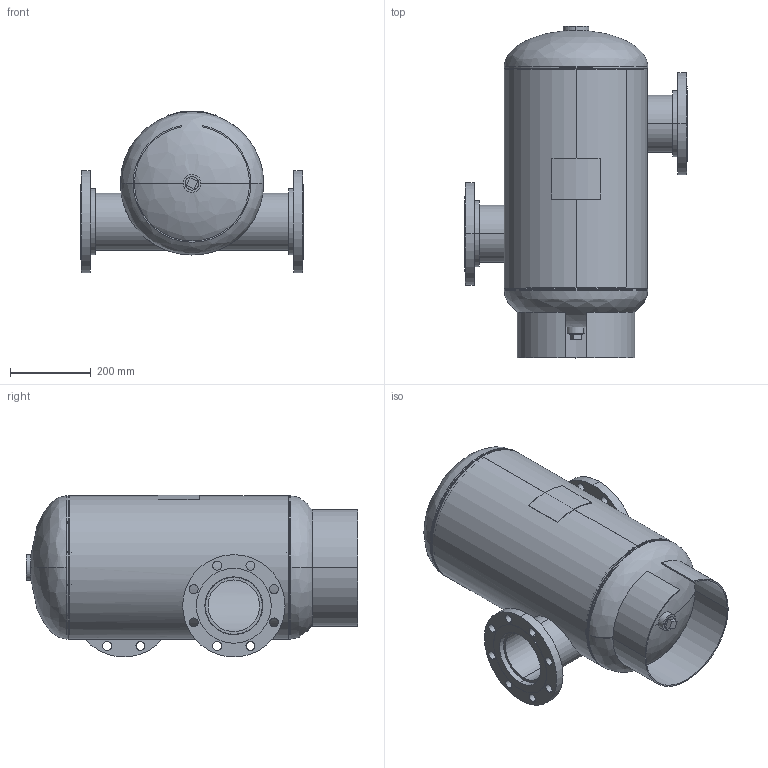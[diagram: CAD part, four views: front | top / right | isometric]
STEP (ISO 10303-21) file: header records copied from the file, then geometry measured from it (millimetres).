
FILE_DESCRIPTION (( 'STEP AP203' ), '1' );
FILE_NAME ('SPA-5.STEP', '2021-03-17T18:28:04', ( '' ), ( '' ), 'SwSTEP 2.0', 'SolidWorks 2021', '' );
FILE_SCHEMA (( 'CONFIG_CONTROL_DESIGN' ));
Length unit declared in the file: inch
Products named in the file (12): 9500070; 05005001; 9500050; 9600830_14" VERT; PLUGS_9500150; SORF FLANGES ASME B16.5_5 150# SA-105; 72A0204; SPA-5; 9301100_8.5; 9200060; 99Q0193
Assembly tree (12 placements, depth 3):
  SPA-5
    05005001
    9200060
    9200060
    9500050
    9500070
    PLUGS_9500150
    72A0204  x2
      9301100_8.5
      SORF FLANGES ASME B16.5_5 150# SA-105
    99Q0193
    9600830_14" VERT
Bounding box: 552.45 x 823.54 x 401.88 mm (x, y, z)
Volume: 5215453.1 mm3; surface area: 2595411.5 mm2
Topology: 12 solids, 12 shells, 195 faces, 446 edges, 280 vertices
Faces by surface type: cylinder 104, plane 39, cone 24, bspline 16, torus 12
Entity records: 12220 total; most frequent: CARTESIAN_POINT 7177, DIRECTION 852, ORIENTED_EDGE 724, EDGE_CURVE 362, AXIS2_PLACEMENT_3D 361, VERTEX_POINT 224, CIRCLE 200, EDGE_LOOP 196
